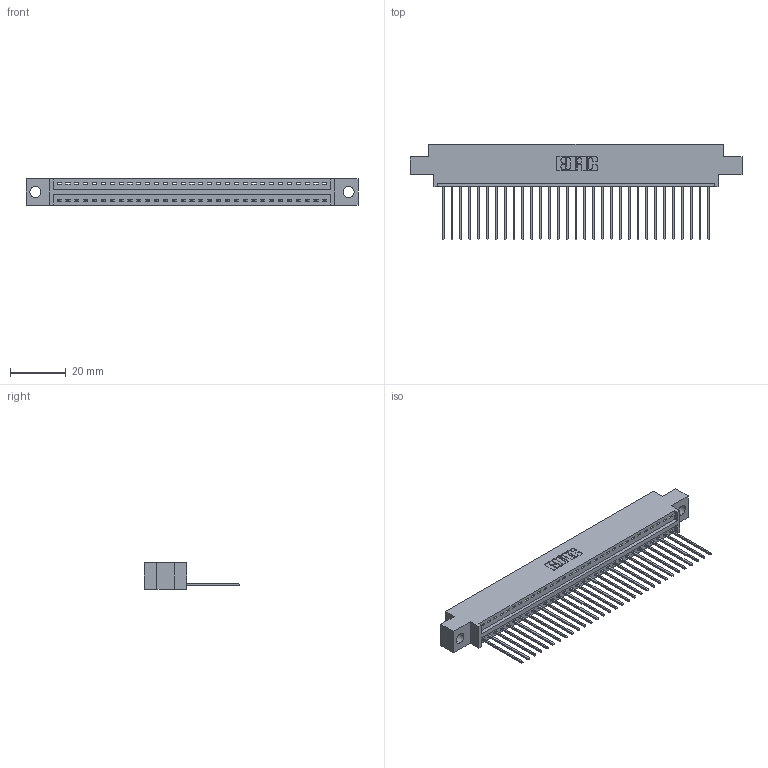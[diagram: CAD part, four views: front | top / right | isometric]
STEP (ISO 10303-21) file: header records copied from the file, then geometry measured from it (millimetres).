
FILE_DESCRIPTION (( 'STEP AP203' ), '1' );
FILE_NAME ('346-031-541-604.STEP', '2022-05-06T17:17:36', ( '' ), ( '' ), 'SwSTEP 2.0', 'SolidWorks 2020', '' );
FILE_SCHEMA (( 'CONFIG_CONTROL_DESIGN' ));
Length unit declared in the file: inch
Products named in the file (3): 346-031-541-604; 346 Part_0.170 Offset - 0.156 Dia-TH; 345-292-001_345-293-141
Assembly tree (32 placements, depth 2):
  346-031-541-604
    346 Part_0.170 Offset - 0.156 Dia-TH
    345-292-001_345-293-141  x31
Bounding box: 119 x 34.29 x 9.4 mm (x, y, z)
Volume: 11156.8 mm3; surface area: 14434.5 mm2
Topology: 32 solids, 32 shells, 1938 faces, 5833 edges, 3846 vertices
Faces by surface type: plane 1334, cylinder 604
Entity records: 21289 total; most frequent: CARTESIAN_POINT 3663, ORIENTED_EDGE 3626, DIRECTION 3243, EDGE_CURVE 1813, VECTOR 1557, LINE 1557, VERTEX_POINT 1206, AXIS2_PLACEMENT_3D 843
